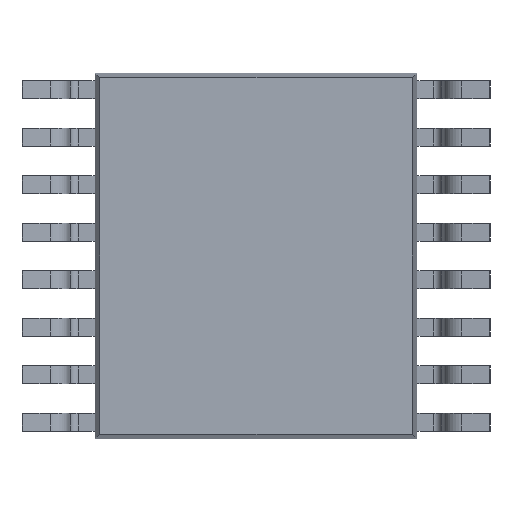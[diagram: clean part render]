
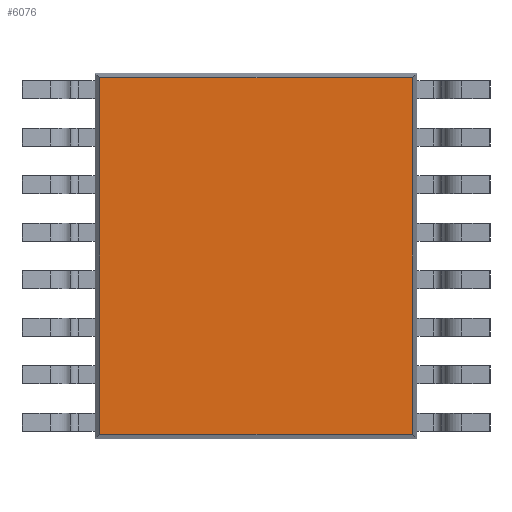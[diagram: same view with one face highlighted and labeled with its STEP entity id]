
A CAD part, front view. The second image highlights one B-rep face of the part: STEP entity #6076.
In plain terms, the highlighted planar face has unit normal (0, -1, 0).
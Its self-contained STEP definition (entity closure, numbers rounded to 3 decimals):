
#253 = CARTESIAN_POINT ( 'NONE',  ( -2.2, 0.15, -2.437 ) ) ;
#1076 = CARTESIAN_POINT ( 'NONE',  ( 0., 0.15, 0. ) ) ;
#1102 = EDGE_CURVE ( 'NONE', #5497, #7066, #4219, .T. ) ;
#1201 = CARTESIAN_POINT ( 'NONE',  ( 2.137, 0.15, -2.437 ) ) ;
#1405 = EDGE_CURVE ( 'NONE', #3852, #5266, #4014, .T. ) ;
#1424 = EDGE_CURVE ( 'NONE', #5266, #5497, #2746, .T. ) ;
#1443 = VECTOR ( 'NONE', #4520, 1000. ) ;
#1965 = EDGE_CURVE ( 'NONE', #7066, #3852, #7798, .T. ) ;
#2224 = DIRECTION ( 'NONE',  ( 0., 0., -1. ) ) ;
#2239 = CARTESIAN_POINT ( 'NONE',  ( 2.137, 0.15, 2.437 ) ) ;
#2746 = LINE ( 'NONE', #3973, #5385 ) ;
#2757 = CARTESIAN_POINT ( 'NONE',  ( -2.137, 0.15, -2.437 ) ) ;
#2934 = FACE_OUTER_BOUND ( 'NONE', #3035, .T. ) ;
#3035 = EDGE_LOOP ( 'NONE', ( #5268, #7530, #7873, #5041 ) ) ;
#3042 = VECTOR ( 'NONE', #3467, 1000. ) ;
#3467 = DIRECTION ( 'NONE',  ( -1., 0., 0. ) ) ;
#3852 = VERTEX_POINT ( 'NONE', #2757 ) ;
#3973 = CARTESIAN_POINT ( 'NONE',  ( 2.137, 0.15, -2.5 ) ) ;
#4014 = LINE ( 'NONE', #253, #5292 ) ;
#4219 = LINE ( 'NONE', #6001, #3042 ) ;
#4520 = DIRECTION ( 'NONE',  ( 0., 0., -1. ) ) ;
#5041 = ORIENTED_EDGE ( 'NONE', *, *, #1405, .T. ) ;
#5133 = DIRECTION ( 'NONE',  ( 1., 0., 0. ) ) ;
#5158 = DIRECTION ( 'NONE',  ( 0., 0., 1. ) ) ;
#5266 = VERTEX_POINT ( 'NONE', #1201 ) ;
#5268 = ORIENTED_EDGE ( 'NONE', *, *, #1424, .T. ) ;
#5292 = VECTOR ( 'NONE', #5133, 1000. ) ;
#5385 = VECTOR ( 'NONE', #5158, 1000. ) ;
#5497 = VERTEX_POINT ( 'NONE', #2239 ) ;
#6001 = CARTESIAN_POINT ( 'NONE',  ( 2.2, 0.15, 2.437 ) ) ;
#6076 = ADVANCED_FACE ( 'NONE', ( #2934 ), #7099, .T. ) ;
#6123 = AXIS2_PLACEMENT_3D ( 'NONE', #1076, #7819, #2224 ) ;
#6320 = CARTESIAN_POINT ( 'NONE',  ( -2.137, 0.15, 2.437 ) ) ;
#6325 = CARTESIAN_POINT ( 'NONE',  ( -2.137, 0.15, 2.5 ) ) ;
#7066 = VERTEX_POINT ( 'NONE', #6320 ) ;
#7099 = PLANE ( 'NONE',  #6123 ) ;
#7530 = ORIENTED_EDGE ( 'NONE', *, *, #1102, .T. ) ;
#7798 = LINE ( 'NONE', #6325, #1443 ) ;
#7819 = DIRECTION ( 'NONE',  ( 0., -1., 0. ) ) ;
#7873 = ORIENTED_EDGE ( 'NONE', *, *, #1965, .T. ) ;
